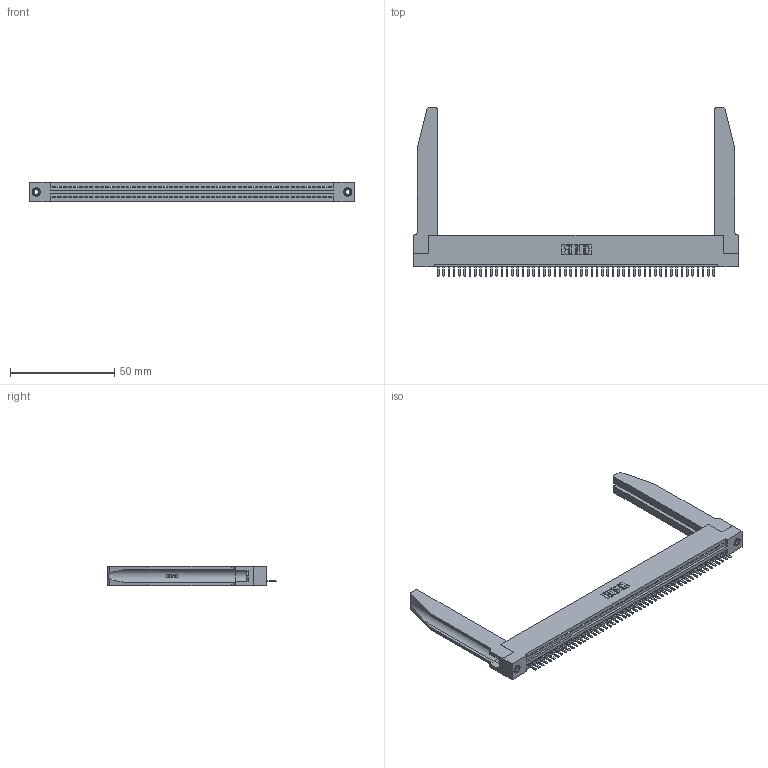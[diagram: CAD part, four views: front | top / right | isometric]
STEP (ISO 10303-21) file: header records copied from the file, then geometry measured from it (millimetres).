
FILE_DESCRIPTION (( 'STEP AP203' ), '1' );
FILE_NAME ('395-053-520-178.STEP', '2019-10-23T13:49:57', ( '' ), ( '' ), 'SwSTEP 2.0', 'SolidWorks 2016', '' );
FILE_SCHEMA (( 'CONFIG_CONTROL_DESIGN' ));
Length unit declared in the file: inch
Products named in the file (5): 395-053-520-178; 345-250-001_345-250-001-102; 345-292-001_345-293-120; 345 Part_Flush Mounting Lugs - 0.156 Dia-TH; 345-220-078_345-220-078
Assembly tree (58 placements, depth 2):
  395-053-520-178
    345 Part_Flush Mounting Lugs - 0.156 Dia-TH
    345-292-001_345-293-120  x53
    345-250-001_345-250-001-102  x2
    345-220-078_345-220-078  x2
Bounding box: 155.85 x 80.64 x 9.4 mm (x, y, z)
Volume: 22511.3 mm3; surface area: 26085.6 mm2
Topology: 58 solids, 58 shells, 3646 faces, 10701 edges, 6982 vertices
Faces by surface type: plane 2448, cylinder 1146, bspline 36, cone 12, torus 4
Entity records: 43262 total; most frequent: CARTESIAN_POINT 8402, ORIENTED_EDGE 7274, DIRECTION 6317, EDGE_CURVE 3637, VECTOR 3195, LINE 3195, VERTEX_POINT 2416, AXIS2_PLACEMENT_3D 1561
